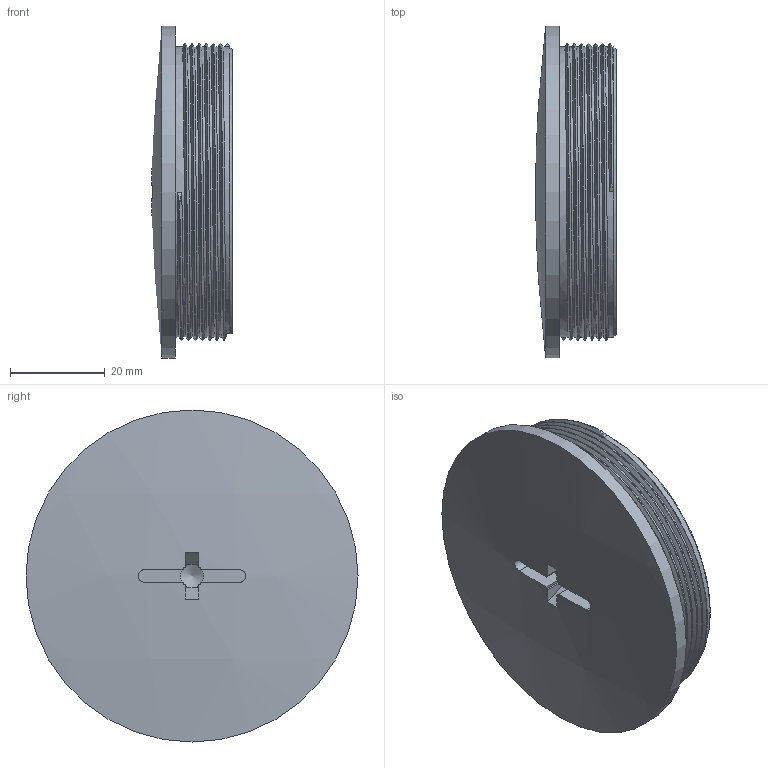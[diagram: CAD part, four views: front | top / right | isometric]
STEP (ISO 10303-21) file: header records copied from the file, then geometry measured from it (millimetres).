
FILE_DESCRIPTION(/* description */ ('Verschlussschraube rund mit Schlitz M 63x1,5'),/* implementation_level */ '2;1');
FILE_NAME(/* name */ '11007563-RST.stp',/* time_stamp */ '2020-04-23T11:08:59+02:00',/* author */ ('sl'),/* organization */ (''),/* preprocessor_version */ 'ST-DEVELOPER v16.5',/* originating_system */ 'Autodesk Inventor 2017',/* authorisation */ '');
FILE_SCHEMA (('AUTOMOTIVE_DESIGN { 1 0 10303 214 3 1 1 }'));
Length unit declared in the file: millimetre
Products named in the file (1): 11007563
Bounding box: 16.99 x 70 x 70 mm (x, y, z)
Volume: 17697.7 mm3; surface area: 14990.5 mm2
Topology: 1 solids, 1 shells, 81 faces, 212 edges, 135 vertices
Faces by surface type: plane 53, cylinder 20, cone 5, bspline 2, sphere 1
Full cylindrical faces by diameter (mm): 58 x1, 61.218 x6, 70 x1
Entity records: 3509 total; most frequent: CARTESIAN_POINT 1707, DIRECTION 373, ORIENTED_EDGE 370, EDGE_CURVE 185, AXIS2_PLACEMENT_3D 137, VERTEX_POINT 119, LINE 99, VECTOR 99
